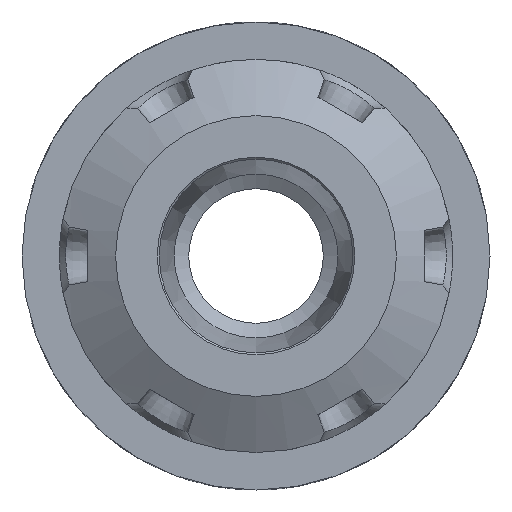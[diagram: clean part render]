
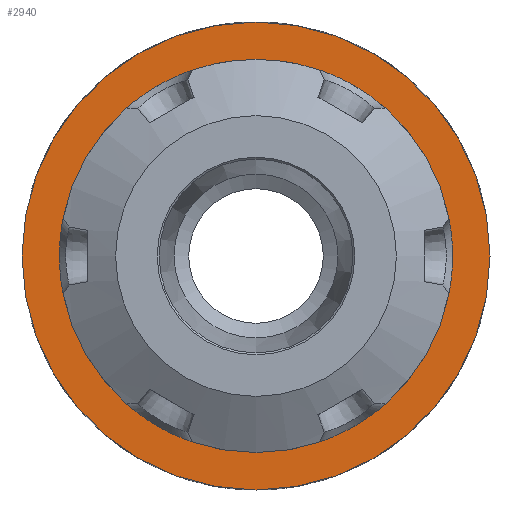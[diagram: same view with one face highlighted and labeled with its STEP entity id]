
A CAD part, left-side view. The second image highlights one B-rep face of the part: STEP entity #2940.
In plain terms, the highlighted planar face has unit normal (-1, 0, 0).
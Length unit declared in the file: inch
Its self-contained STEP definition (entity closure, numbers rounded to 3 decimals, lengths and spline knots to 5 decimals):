
#40=FACE_BOUND('',#682,.T.);
#120=PLANE('',#3228);
#508=FACE_OUTER_BOUND('',#681,.T.);
#681=EDGE_LOOP('',(#2528,#2529));
#682=EDGE_LOOP('',(#2530,#2531));
#1027=CIRCLE('',#3226,0.82677);
#1028=CIRCLE('',#3227,0.82677);
#1029=CIRCLE('',#3229,0.98425);
#1030=CIRCLE('',#3230,0.98425);
#1311=VERTEX_POINT('',#6734);
#1312=VERTEX_POINT('',#6736);
#1313=VERTEX_POINT('',#6740);
#1314=VERTEX_POINT('',#6741);
#1736=EDGE_CURVE('',#1312,#1311,#1027,.T.);
#1737=EDGE_CURVE('',#1311,#1312,#1028,.T.);
#1738=EDGE_CURVE('',#1313,#1314,#1029,.T.);
#1739=EDGE_CURVE('',#1314,#1313,#1030,.T.);
#2528=ORIENTED_EDGE('',*,*,#1738,.F.);
#2529=ORIENTED_EDGE('',*,*,#1739,.F.);
#2530=ORIENTED_EDGE('',*,*,#1736,.T.);
#2531=ORIENTED_EDGE('',*,*,#1737,.T.);
#2940=ADVANCED_FACE('',(#508,#40),#120,.T.);
#3226=AXIS2_PLACEMENT_3D('',#6737,#3860,#3861);
#3227=AXIS2_PLACEMENT_3D('',#6738,#3862,#3863);
#3228=AXIS2_PLACEMENT_3D('',#6739,#3864,#3865);
#3229=AXIS2_PLACEMENT_3D('',#6742,#3866,#3867);
#3230=AXIS2_PLACEMENT_3D('',#6743,#3868,#3869);
#3860=DIRECTION('center_axis',(1.,0.,0.));
#3861=DIRECTION('ref_axis',(0.,1.,0.));
#3862=DIRECTION('center_axis',(1.,0.,0.));
#3863=DIRECTION('ref_axis',(0.,1.,0.));
#3864=DIRECTION('center_axis',(-1.,0.,0.));
#3865=DIRECTION('ref_axis',(0.,0.,1.));
#3866=DIRECTION('center_axis',(1.,0.,0.));
#3867=DIRECTION('ref_axis',(0.,1.,0.));
#3868=DIRECTION('center_axis',(1.,0.,0.));
#3869=DIRECTION('ref_axis',(0.,1.,0.));
#6734=CARTESIAN_POINT('',(-0.7874,0.,0.82677));
#6736=CARTESIAN_POINT('',(-0.7874,0.82677,0.));
#6737=CARTESIAN_POINT('Origin',(-0.7874,0.,
0.));
#6738=CARTESIAN_POINT('Origin',(-0.7874,0.,
0.));
#6739=CARTESIAN_POINT('Origin',(-0.7874,0.90551,0.));
#6740=CARTESIAN_POINT('',(-0.7874,0.98425,0.));
#6741=CARTESIAN_POINT('',(-0.7874,-0.98425,0.));
#6742=CARTESIAN_POINT('Origin',(-0.7874,0.,
0.));
#6743=CARTESIAN_POINT('Origin',(-0.7874,0.,
0.));
